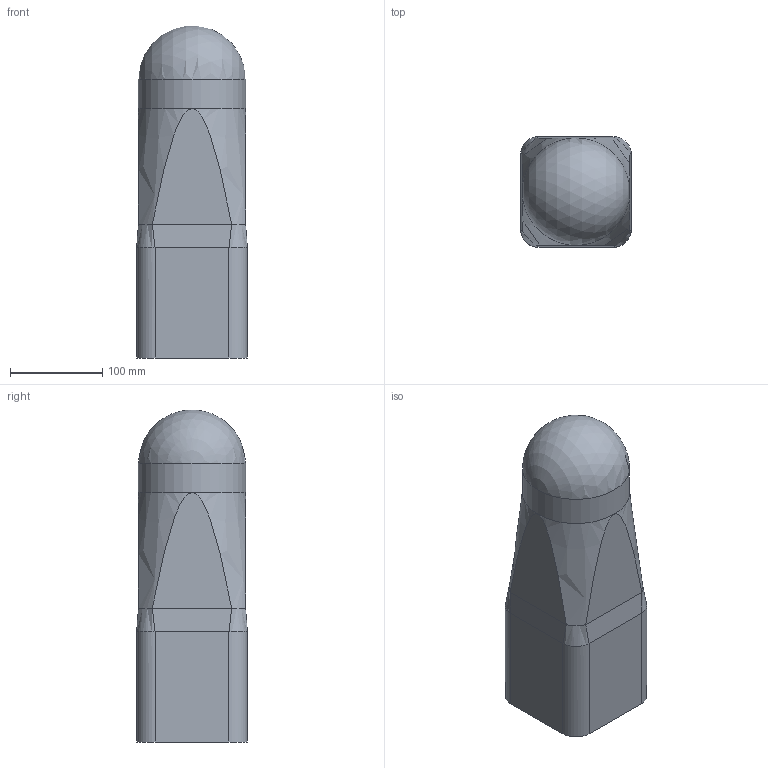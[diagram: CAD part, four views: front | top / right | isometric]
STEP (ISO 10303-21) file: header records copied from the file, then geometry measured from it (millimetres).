
FILE_DESCRIPTION (( 'STEP AP214' ), '1' );
FILE_NAME ('dome.STEP', '2019-02-22T11:58:40', ( '' ), ( '' ), 'SwSTEP 2.0', 'SolidWorks 2018', '' );
FILE_SCHEMA (( 'AUTOMOTIVE_DESIGN' ));
Length unit declared in the file: millimetre
Products named in the file (1): dome
Bounding box: 120 x 120 x 359.58 mm (x, y, z)
Volume: 4280200.6 mm3; surface area: 161310.4 mm2
Topology: 1 solids, 1 shells, 27 faces, 57 edges, 30 vertices
Faces by surface type: plane 13, cylinder 5, cone 4, bspline 4, sphere 1
Full cylindrical faces by diameter (mm): 116 x1
Entity records: 1328 total; most frequent: CARTESIAN_POINT 775, ORIENTED_EDGE 106, DIRECTION 100, EDGE_CURVE 53, AXIS2_PLACEMENT_3D 36, VERTEX_POINT 29, LINE 28, EDGE_LOOP 28
